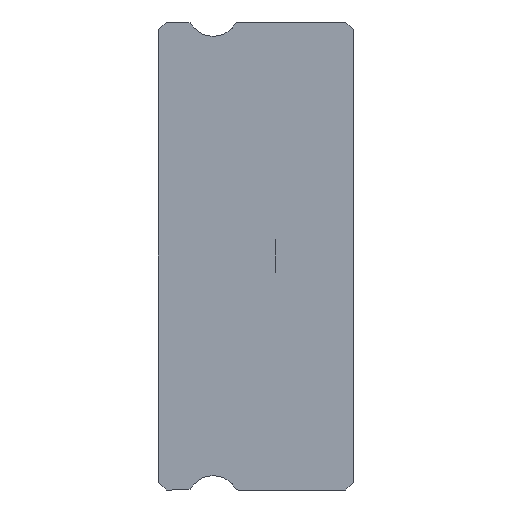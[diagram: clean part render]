
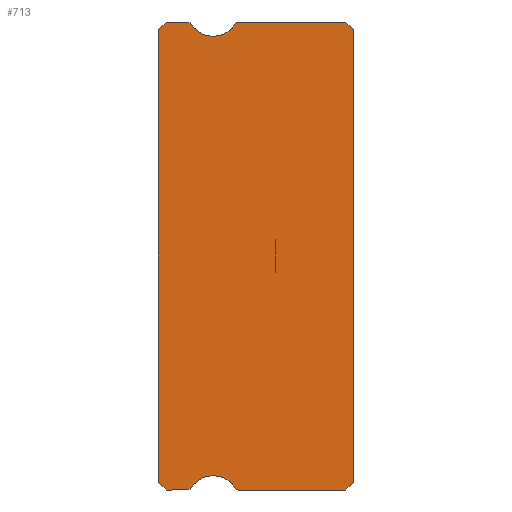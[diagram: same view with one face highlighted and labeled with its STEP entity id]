
A CAD part, left-side view. The second image highlights one B-rep face of the part: STEP entity #713.
In plain terms, the highlighted planar face has unit normal (-1, 0, 0).
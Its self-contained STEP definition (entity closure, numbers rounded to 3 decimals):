
#30 = CIRCLE ( 'NONE', #2365, 0.15 ) ;
#36 = CARTESIAN_POINT ( 'NONE',  ( -5., 0., 8.7 ) ) ;
#40 = VECTOR ( 'NONE', #2822, 1000. ) ;
#47 = VECTOR ( 'NONE', #914, 1000. ) ;
#56 = CARTESIAN_POINT ( 'NONE',  ( -5., 6.381, 8.85 ) ) ;
#63 = EDGE_CURVE ( 'NONE', #1475, #1806, #2995, .T. ) ;
#133 = EDGE_CURVE ( 'NONE', #690, #502, #1244, .T. ) ;
#181 = DIRECTION ( 'NONE',  ( 0., 0., -1. ) ) ;
#198 = AXIS2_PLACEMENT_3D ( 'NONE', #1505, #212, #2798 ) ;
#203 = EDGE_CURVE ( 'NONE', #540, #1806, #1458, .T. ) ;
#212 = DIRECTION ( 'NONE',  ( 1., 0., 0. ) ) ;
#218 = AXIS2_PLACEMENT_3D ( 'NONE', #56, #1137, #1149 ) ;
#219 = LINE ( 'NONE', #548, #1135 ) ;
#270 = VECTOR ( 'NONE', #864, 1000. ) ;
#335 = VERTEX_POINT ( 'NONE', #2886 ) ;
#371 = CARTESIAN_POINT ( 'NONE',  ( -5., 4.419, 8.85 ) ) ;
#386 = DIRECTION ( 'NONE',  ( 1., 0., 0. ) ) ;
#414 = DIRECTION ( 'NONE',  ( -1., 0., 0. ) ) ;
#441 = EDGE_CURVE ( 'NONE', #3003, #335, #706, .T. ) ;
#462 = EDGE_CURVE ( 'NONE', #335, #1255, #3441, .T. ) ;
#472 = CARTESIAN_POINT ( 'NONE',  ( -5., 7.2, -9. ) ) ;
#482 = EDGE_CURVE ( 'NONE', #2587, #600, #494, .T. ) ;
#494 = CIRCLE ( 'NONE', #883, 1. ) ;
#502 = VERTEX_POINT ( 'NONE', #2807 ) ;
#503 = ORIENTED_EDGE ( 'NONE', *, *, #2278, .F. ) ;
#540 = VERTEX_POINT ( 'NONE', #2586 ) ;
#548 = CARTESIAN_POINT ( 'NONE',  ( -5., 0., -8.7 ) ) ;
#581 = EDGE_CURVE ( 'NONE', #1255, #1846, #2322, .T. ) ;
#589 = ORIENTED_EDGE ( 'NONE', *, *, #2194, .F. ) ;
#600 = VERTEX_POINT ( 'NONE', #3409 ) ;
#611 = DIRECTION ( 'NONE',  ( 1., 0., 0. ) ) ;
#635 = ORIENTED_EDGE ( 'NONE', *, *, #2438, .F. ) ;
#653 = VECTOR ( 'NONE', #2716, 1000. ) ;
#664 = ORIENTED_EDGE ( 'NONE', *, *, #2811, .T. ) ;
#672 = DIRECTION ( 'NONE',  ( 1., 0., 0. ) ) ;
#690 = VERTEX_POINT ( 'NONE', #2462 ) ;
#706 = LINE ( 'NONE', #2768, #2546 ) ;
#713 = ADVANCED_FACE ( 'NONE', ( #3225 ), #1605, .F. ) ;
#715 = VECTOR ( 'NONE', #2628, 1000. ) ;
#722 = CARTESIAN_POINT ( 'NONE',  ( -5., 7.2, -9. ) ) ;
#736 = EDGE_CURVE ( 'NONE', #1319, #1567, #2959, .T. ) ;
#761 = CARTESIAN_POINT ( 'NONE',  ( -5., 0.3, -9. ) ) ;
#820 = VECTOR ( 'NONE', #2259, 1000. ) ;
#834 = VECTOR ( 'NONE', #2386, 1000. ) ;
#864 = DIRECTION ( 'NONE',  ( 0., -1., 0. ) ) ;
#868 = EDGE_LOOP ( 'NONE', ( #635, #3233, #1017, #2250, #2937, #2419, #1176, #2706, #3306, #2828, #2847, #503, #589, #1872, #1808, #1647, #664 ) ) ;
#883 = AXIS2_PLACEMENT_3D ( 'NONE', #2030, #414, #1474 ) ;
#896 = CARTESIAN_POINT ( 'NONE',  ( -5., 7.5, -8.7 ) ) ;
#914 = DIRECTION ( 'NONE',  ( 0., 0.707, -0.707 ) ) ;
#948 = LINE ( 'NONE', #2485, #47 ) ;
#950 = VERTEX_POINT ( 'NONE', #896 ) ;
#1017 = ORIENTED_EDGE ( 'NONE', *, *, #736, .T. ) ;
#1028 = CARTESIAN_POINT ( 'NONE',  ( -5., 4.547, -8.928 ) ) ;
#1135 = VECTOR ( 'NONE', #1607, 1000. ) ;
#1137 = DIRECTION ( 'NONE',  ( 1., 0., 0. ) ) ;
#1149 = DIRECTION ( 'NONE',  ( 0., 0., -1. ) ) ;
#1176 = ORIENTED_EDGE ( 'NONE', *, *, #441, .F. ) ;
#1179 = CIRCLE ( 'NONE', #1235, 0.15 ) ;
#1235 = AXIS2_PLACEMENT_3D ( 'NONE', #371, #386, #1898 ) ;
#1244 = LINE ( 'NONE', #2802, #820 ) ;
#1255 = VERTEX_POINT ( 'NONE', #1028 ) ;
#1319 = VERTEX_POINT ( 'NONE', #472 ) ;
#1458 = LINE ( 'NONE', #3088, #40 ) ;
#1474 = DIRECTION ( 'NONE',  ( 0., 0., -1. ) ) ;
#1475 = VERTEX_POINT ( 'NONE', #2671 ) ;
#1505 = CARTESIAN_POINT ( 'NONE',  ( -5., 6.381, 8.85 ) ) ;
#1542 = CARTESIAN_POINT ( 'NONE',  ( -5., 5.4, -9.45 ) ) ;
#1558 = CARTESIAN_POINT ( 'NONE',  ( -5., 7.5, 8.85 ) ) ;
#1567 = VERTEX_POINT ( 'NONE', #2571 ) ;
#1605 = PLANE ( 'NONE',  #218 ) ;
#1607 = DIRECTION ( 'NONE',  ( 0., 0.707, -0.707 ) ) ;
#1632 = CARTESIAN_POINT ( 'NONE',  ( -5., 6.253, -8.928 ) ) ;
#1635 = CARTESIAN_POINT ( 'NONE',  ( -5., 6.381, -9. ) ) ;
#1647 = ORIENTED_EDGE ( 'NONE', *, *, #133, .T. ) ;
#1668 = DIRECTION ( 'NONE',  ( 0., 0., -1. ) ) ;
#1744 = LINE ( 'NONE', #722, #2068 ) ;
#1757 = CIRCLE ( 'NONE', #198, 0.15 ) ;
#1779 = AXIS2_PLACEMENT_3D ( 'NONE', #2676, #3205, #2866 ) ;
#1806 = VERTEX_POINT ( 'NONE', #36 ) ;
#1808 = ORIENTED_EDGE ( 'NONE', *, *, #2020, .F. ) ;
#1846 = VERTEX_POINT ( 'NONE', #1632 ) ;
#1852 = CARTESIAN_POINT ( 'NONE',  ( -5., 6.381, 9. ) ) ;
#1872 = ORIENTED_EDGE ( 'NONE', *, *, #482, .F. ) ;
#1898 = DIRECTION ( 'NONE',  ( 0., 0., -1. ) ) ;
#1940 = CIRCLE ( 'NONE', #1779, 1. ) ;
#1949 = EDGE_CURVE ( 'NONE', #1846, #1567, #30, .T. ) ;
#2020 = EDGE_CURVE ( 'NONE', #690, #2587, #1757, .T. ) ;
#2030 = CARTESIAN_POINT ( 'NONE',  ( -5., 5.4, 9.45 ) ) ;
#2068 = VECTOR ( 'NONE', #3318, 1000. ) ;
#2116 = LINE ( 'NONE', #1558, #715 ) ;
#2148 = CARTESIAN_POINT ( 'NONE',  ( -5., 0., 8.7 ) ) ;
#2153 = EDGE_CURVE ( 'NONE', #3363, #540, #3134, .T. ) ;
#2164 = CARTESIAN_POINT ( 'NONE',  ( -5., 6.253, 8.928 ) ) ;
#2194 = EDGE_CURVE ( 'NONE', #600, #3229, #1940, .T. ) ;
#2234 = CARTESIAN_POINT ( 'NONE',  ( -5., 4.419, -8.85 ) ) ;
#2250 = ORIENTED_EDGE ( 'NONE', *, *, #1949, .F. ) ;
#2259 = DIRECTION ( 'NONE',  ( 0., 1., 0. ) ) ;
#2278 = EDGE_CURVE ( 'NONE', #3229, #3363, #1179, .T. ) ;
#2281 = DIRECTION ( 'NONE',  ( 0., 1., 0. ) ) ;
#2322 = CIRCLE ( 'NONE', #2605, 1. ) ;
#2347 = CARTESIAN_POINT ( 'NONE',  ( -5., 4.419, 9. ) ) ;
#2365 = AXIS2_PLACEMENT_3D ( 'NONE', #2992, #611, #1668 ) ;
#2386 = DIRECTION ( 'NONE',  ( 0., -1., 0. ) ) ;
#2419 = ORIENTED_EDGE ( 'NONE', *, *, #462, .F. ) ;
#2426 = CARTESIAN_POINT ( 'NONE',  ( -5., 7.5, 8.7 ) ) ;
#2431 = CARTESIAN_POINT ( 'NONE',  ( -5., 4.547, 8.928 ) ) ;
#2438 = EDGE_CURVE ( 'NONE', #950, #2524, #2116, .T. ) ;
#2462 = CARTESIAN_POINT ( 'NONE',  ( -5., 6.381, 9. ) ) ;
#2485 = CARTESIAN_POINT ( 'NONE',  ( -5., 7.5, 8.7 ) ) ;
#2524 = VERTEX_POINT ( 'NONE', #2426 ) ;
#2546 = VECTOR ( 'NONE', #2281, 1000. ) ;
#2571 = CARTESIAN_POINT ( 'NONE',  ( -5., 6.381, -9. ) ) ;
#2586 = CARTESIAN_POINT ( 'NONE',  ( -5., 0.3, 9. ) ) ;
#2587 = VERTEX_POINT ( 'NONE', #2164 ) ;
#2605 = AXIS2_PLACEMENT_3D ( 'NONE', #1542, #2827, #181 ) ;
#2628 = DIRECTION ( 'NONE',  ( 0., 0., 1. ) ) ;
#2671 = CARTESIAN_POINT ( 'NONE',  ( -5., 0., -8.7 ) ) ;
#2676 = CARTESIAN_POINT ( 'NONE',  ( -5., 5.4, 9.45 ) ) ;
#2706 = ORIENTED_EDGE ( 'NONE', *, *, #3063, .F. ) ;
#2716 = DIRECTION ( 'NONE',  ( 0., 0., 1. ) ) ;
#2768 = CARTESIAN_POINT ( 'NONE',  ( -5., 6.381, -9. ) ) ;
#2798 = DIRECTION ( 'NONE',  ( 0., 0., -1. ) ) ;
#2802 = CARTESIAN_POINT ( 'NONE',  ( -5., 7.2, 9. ) ) ;
#2807 = CARTESIAN_POINT ( 'NONE',  ( -5., 7.2, 9. ) ) ;
#2811 = EDGE_CURVE ( 'NONE', #502, #2524, #948, .T. ) ;
#2822 = DIRECTION ( 'NONE',  ( 0., -0.707, -0.707 ) ) ;
#2827 = DIRECTION ( 'NONE',  ( -1., 0., 0. ) ) ;
#2828 = ORIENTED_EDGE ( 'NONE', *, *, #203, .F. ) ;
#2847 = ORIENTED_EDGE ( 'NONE', *, *, #2153, .F. ) ;
#2866 = DIRECTION ( 'NONE',  ( 0., 0., -1. ) ) ;
#2874 = AXIS2_PLACEMENT_3D ( 'NONE', #2234, #672, #3356 ) ;
#2886 = CARTESIAN_POINT ( 'NONE',  ( -5., 4.419, -9. ) ) ;
#2937 = ORIENTED_EDGE ( 'NONE', *, *, #581, .F. ) ;
#2959 = LINE ( 'NONE', #1635, #270 ) ;
#2992 = CARTESIAN_POINT ( 'NONE',  ( -5., 6.381, -8.85 ) ) ;
#2995 = LINE ( 'NONE', #2148, #653 ) ;
#3003 = VERTEX_POINT ( 'NONE', #761 ) ;
#3063 = EDGE_CURVE ( 'NONE', #1475, #3003, #219, .T. ) ;
#3088 = CARTESIAN_POINT ( 'NONE',  ( -5., 0.3, 9. ) ) ;
#3134 = LINE ( 'NONE', #1852, #834 ) ;
#3205 = DIRECTION ( 'NONE',  ( -1., 0., 0. ) ) ;
#3225 = FACE_OUTER_BOUND ( 'NONE', #868, .T. ) ;
#3229 = VERTEX_POINT ( 'NONE', #2431 ) ;
#3233 = ORIENTED_EDGE ( 'NONE', *, *, #3275, .T. ) ;
#3275 = EDGE_CURVE ( 'NONE', #950, #1319, #1744, .T. ) ;
#3306 = ORIENTED_EDGE ( 'NONE', *, *, #63, .T. ) ;
#3318 = DIRECTION ( 'NONE',  ( 0., -0.707, -0.707 ) ) ;
#3356 = DIRECTION ( 'NONE',  ( 0., 0., -1. ) ) ;
#3363 = VERTEX_POINT ( 'NONE', #2347 ) ;
#3409 = CARTESIAN_POINT ( 'NONE',  ( -5., 5.4, 8.45 ) ) ;
#3441 = CIRCLE ( 'NONE', #2874, 0.15 ) ;
